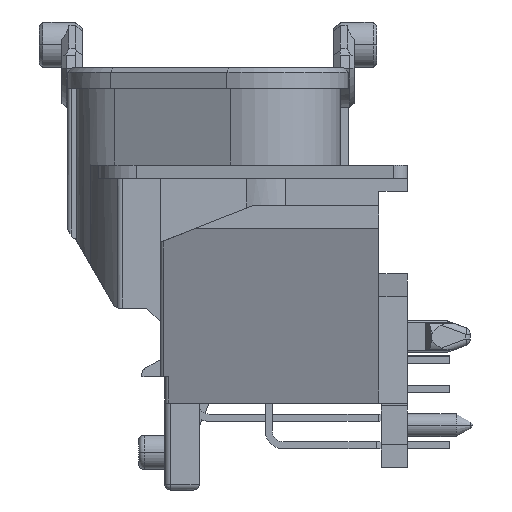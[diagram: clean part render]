
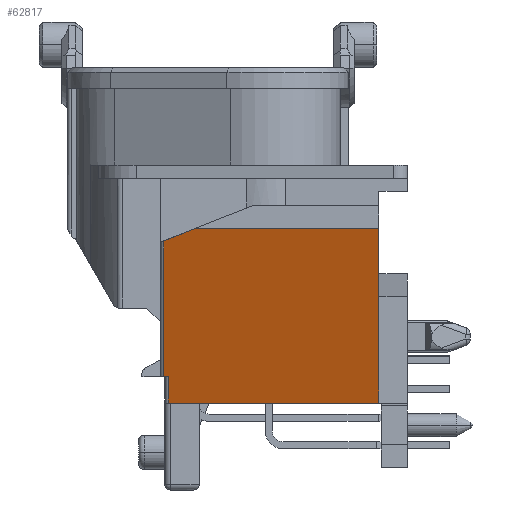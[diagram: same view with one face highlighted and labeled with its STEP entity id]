
A CAD part, left-side view. The second image highlights one B-rep face of the part: STEP entity #62817.
In plain terms, the highlighted planar face has unit normal (-0.907, 0.421, 0).
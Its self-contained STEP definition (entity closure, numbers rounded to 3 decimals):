
#3558=DIRECTION('',(0.421,0.907,0.));
#3559=VECTOR('',#3558,20.299);
#3560=CARTESIAN_POINT('',(-71.939,-11.,-29.3));
#3561=LINE('',#3560,#3559);
#5200=DIRECTION('',(0.,0.,1.));
#5201=VECTOR('',#5200,11.864);
#5202=CARTESIAN_POINT('',(-63.203,7.811,-27.));
#5203=LINE('',#5202,#5201);
#5204=DIRECTION('',(-0.397,-0.854,0.337));
#5205=VECTOR('',#5204,3.272);
#5206=CARTESIAN_POINT('',(-63.203,7.811,
-15.136));
#5207=LINE('',#5206,#5205);
#5208=DIRECTION('',(0.,0.,1.));
#5209=VECTOR('',#5208,0.018);
#5210=CARTESIAN_POINT('',(-64.5,5.017,-14.05));
#5211=LINE('',#5210,#5209);
#5212=DIRECTION('',(0.421,0.907,0.));
#5213=VECTOR('',#5212,17.66);
#5214=CARTESIAN_POINT('',(-71.939,-11.,-14.05));
#5215=LINE('',#5214,#5213);
#5216=DIRECTION('',(0.,0.,-1.));
#5217=VECTOR('',#5216,15.25);
#5218=CARTESIAN_POINT('',(-71.939,-11.,-14.05));
#5219=LINE('',#5218,#5217);
#5220=DIRECTION('',(0.,0.,-1.));
#5221=VECTOR('',#5220,2.3);
#5222=CARTESIAN_POINT('',(-63.388,7.411,-27.));
#5223=LINE('',#5222,#5221);
#5228=CARTESIAN_POINT('',(-63.203,7.811,
-15.136));
#5275=DIRECTION('',(-0.421,-0.907,0.));
#5276=VECTOR('',#5275,0.441);
#5277=CARTESIAN_POINT('',(-63.203,7.811,-27.));
#5278=LINE('',#5277,#5276);
#44094=CARTESIAN_POINT('',(-71.939,-11.,-14.05));
#44096=VERTEX_POINT('',#44094);
#44102=CARTESIAN_POINT('',(-64.5,5.017,-14.05));
#44103=VERTEX_POINT('',#44102);
#44108=CARTESIAN_POINT('',(-71.939,-11.,-29.3));
#44109=VERTEX_POINT('',#44108);
#44156=CARTESIAN_POINT('',(-64.5,5.017,-14.032));
#44158=VERTEX_POINT('',#44156);
#55425=VERTEX_POINT('',#5228);
#55426=CARTESIAN_POINT('',(-63.203,7.811,-27.));
#55427=VERTEX_POINT('',#55426);
#55430=CARTESIAN_POINT('',(-63.388,7.411,-29.3));
#55432=VERTEX_POINT('',#55430);
#55436=CARTESIAN_POINT('',(-63.388,7.411,-27.));
#55437=VERTEX_POINT('',#55436);
#62797=CARTESIAN_POINT('',(-71.939,-11.,-9.65));
#62798=DIRECTION('',(-0.907,0.421,0.));
#62799=DIRECTION('',(0.421,0.907,0.));
#62800=AXIS2_PLACEMENT_3D('',#62797,#62798,#62799);
#62801=PLANE('',#62800);
#62803=ORIENTED_EDGE('',*,*,#62802,.T.);
#62805=ORIENTED_EDGE('',*,*,#62804,.T.);
#62807=ORIENTED_EDGE('',*,*,#62806,.F.);
#62809=ORIENTED_EDGE('',*,*,#62808,.F.);
#62810=ORIENTED_EDGE('',*,*,#62720,.T.);
#62811=ORIENTED_EDGE('',*,*,#60869,.T.);
#62812=ORIENTED_EDGE('',*,*,#60853,.F.);
#62814=ORIENTED_EDGE('',*,*,#62813,.F.);
#62815=EDGE_LOOP('',(#62803,#62805,#62807,#62809,#62810,#62811,#62812,#62814));
#62816=FACE_OUTER_BOUND('',#62815,.F.);
#60853=EDGE_CURVE('',#55437,#55432,#5223,.T.);
#60869=EDGE_CURVE('',#44109,#55432,#3561,.T.);
#62720=EDGE_CURVE('',#44096,#44109,#5219,.T.);
#62802=EDGE_CURVE('',#55427,#55425,#5203,.T.);
#62804=EDGE_CURVE('',#55425,#44158,#5207,.T.);
#62806=EDGE_CURVE('',#44103,#44158,#5211,.T.);
#62808=EDGE_CURVE('',#44096,#44103,#5215,.T.);
#62813=EDGE_CURVE('',#55427,#55437,#5278,.T.);
#62817=ADVANCED_FACE('',(#62816),#62801,.T.);
